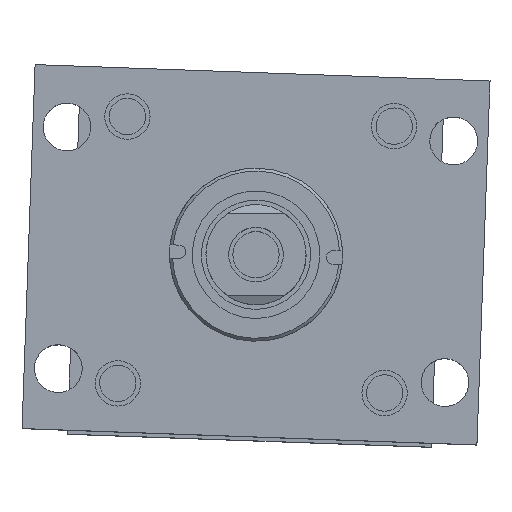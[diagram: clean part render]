
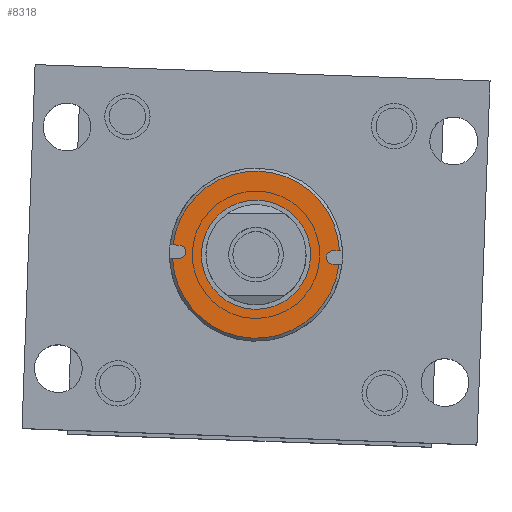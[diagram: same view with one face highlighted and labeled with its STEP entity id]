
A CAD part, top view. The second image highlights one B-rep face of the part: STEP entity #8318.
In plain terms, the highlighted face is planar.
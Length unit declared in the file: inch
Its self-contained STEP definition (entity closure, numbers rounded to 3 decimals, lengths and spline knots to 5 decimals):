
#7 = EDGE_CURVE ( 'NONE', #8871, #7339, #7021, .T. ) ;
#82 = ORIENTED_EDGE ( 'NONE', *, *, #2310, .F. ) ;
#259 = ORIENTED_EDGE ( 'NONE', *, *, #1737, .F. ) ;
#337 = EDGE_CURVE ( 'NONE', #3344, #9766, #5822, .T. ) ;
#405 = CARTESIAN_POINT ( 'NONE',  ( 9.17484, 15.23865, 0.094 ) ) ;
#519 = FACE_BOUND ( 'NONE', #7527, .T. ) ;
#580 = CARTESIAN_POINT ( 'NONE',  ( 9.17484, 15.3203, 0.094 ) ) ;
#776 = EDGE_CURVE ( 'NONE', #2976, #1220, #1643, .T. ) ;
#874 = AXIS2_PLACEMENT_3D ( 'NONE', #3674, #4220, #1422 ) ;
#898 = DIRECTION ( 'NONE',  ( 0., 0., -1. ) ) ;
#1061 = CARTESIAN_POINT ( 'NONE',  ( 9.17484, 17.5298, 0.094 ) ) ;
#1220 = VERTEX_POINT ( 'NONE', #580 ) ;
#1275 = DIRECTION ( 'NONE',  ( 0., 0., 1. ) ) ;
#1422 = DIRECTION ( 'NONE',  ( 0., 0., 1. ) ) ;
#1517 = CARTESIAN_POINT ( 'NONE',  ( 9.17484, 17.5298, -0.094 ) ) ;
#1553 = CIRCLE ( 'NONE', #5792, 0.75 ) ;
#1627 = CARTESIAN_POINT ( 'NONE',  ( 9.17484, 15.3203, 0. ) ) ;
#1643 = CIRCLE ( 'NONE', #6796, 0.094 ) ;
#1670 = ORIENTED_EDGE ( 'NONE', *, *, #7014, .T. ) ;
#1729 = LINE ( 'NONE', #7836, #6139 ) ;
#1737 = EDGE_CURVE ( 'NONE', #8493, #5084, #1553, .T. ) ;
#1826 = DIRECTION ( 'NONE',  ( 0., 0., 1. ) ) ;
#1923 = DIRECTION ( 'NONE',  ( -1., 0., 0. ) ) ;
#1949 = CARTESIAN_POINT ( 'NONE',  ( 9.17484, 15.3203, -0.094 ) ) ;
#2065 = FACE_OUTER_BOUND ( 'NONE', #5409, .T. ) ;
#2310 = EDGE_CURVE ( 'NONE', #5084, #8493, #2629, .T. ) ;
#2574 = PLANE ( 'NONE',  #3267 ) ;
#2629 = CIRCLE ( 'NONE', #874, 0.75 ) ;
#2733 = DIRECTION ( 'NONE',  ( 0., 0., -1. ) ) ;
#2810 = CARTESIAN_POINT ( 'NONE',  ( 9.17484, 17.5298, -0.094 ) ) ;
#2964 = CARTESIAN_POINT ( 'NONE',  ( 9.17484, 16.3823, -1.1475 ) ) ;
#2976 = VERTEX_POINT ( 'NONE', #1949 ) ;
#3253 = DIRECTION ( 'NONE',  ( 1., 0., 0. ) ) ;
#3260 = DIRECTION ( 'NONE',  ( 1., 0., 0. ) ) ;
#3267 = AXIS2_PLACEMENT_3D ( 'NONE', #5836, #3260, #3287 ) ;
#3287 = DIRECTION ( 'NONE',  ( 0., 1., 0. ) ) ;
#3344 = VERTEX_POINT ( 'NONE', #7542 ) ;
#3378 = CARTESIAN_POINT ( 'NONE',  ( 9.17484, 15.23865, -0.094 ) ) ;
#3472 = ORIENTED_EDGE ( 'NONE', *, *, #4110, .T. ) ;
#3552 = ORIENTED_EDGE ( 'NONE', *, *, #776, .T. ) ;
#3674 = CARTESIAN_POINT ( 'NONE',  ( 9.17484, 16.3823, 0. ) ) ;
#4062 = ORIENTED_EDGE ( 'NONE', *, *, #7764, .F. ) ;
#4074 = DIRECTION ( 'NONE',  ( 0., -1., 0. ) ) ;
#4110 = EDGE_CURVE ( 'NONE', #8036, #8823, #4869, .T. ) ;
#4220 = DIRECTION ( 'NONE',  ( -1., 0., 0. ) ) ;
#4242 = DIRECTION ( 'NONE',  ( -1., 0., 0. ) ) ;
#4353 = DIRECTION ( 'NONE',  ( -1., 0., 0. ) ) ;
#4700 = EDGE_CURVE ( 'NONE', #8823, #2976, #8658, .T. ) ;
#4770 = DIRECTION ( 'NONE',  ( 0., 0., 1. ) ) ;
#4865 = VECTOR ( 'NONE', #5304, 39.37008 ) ;
#4869 = CIRCLE ( 'NONE', #6837, 1.1475 ) ;
#4942 = CIRCLE ( 'NONE', #7547, 0.094 ) ;
#5084 = VERTEX_POINT ( 'NONE', #5700 ) ;
#5095 = CARTESIAN_POINT ( 'NONE',  ( 9.17484, 16.3823, -0.75 ) ) ;
#5158 = ORIENTED_EDGE ( 'NONE', *, *, #6911, .T. ) ;
#5171 = LINE ( 'NONE', #1061, #7797 ) ;
#5304 = DIRECTION ( 'NONE',  ( 0., -1., 0. ) ) ;
#5305 = EDGE_CURVE ( 'NONE', #3344, #8036, #7230, .T. ) ;
#5409 = EDGE_LOOP ( 'NONE', ( #9414, #3472, #8236, #3552, #4062, #6321, #5158, #1670, #7988 ) ) ;
#5569 = VECTOR ( 'NONE', #7289, 39.37008 ) ;
#5700 = CARTESIAN_POINT ( 'NONE',  ( 9.17484, 16.3823, 0.75 ) ) ;
#5792 = AXIS2_PLACEMENT_3D ( 'NONE', #8048, #4242, #9738 ) ;
#5822 = LINE ( 'NONE', #1517, #4865 ) ;
#5836 = CARTESIAN_POINT ( 'NONE',  ( 9.17484, 17.5298, 0. ) ) ;
#5876 = CARTESIAN_POINT ( 'NONE',  ( 9.17484, 16.3823, 0. ) ) ;
#6136 = CARTESIAN_POINT ( 'NONE',  ( 9.17484, 17.52594, 0.094 ) ) ;
#6139 = VECTOR ( 'NONE', #4074, 39.37008 ) ;
#6154 = AXIS2_PLACEMENT_3D ( 'NONE', #6275, #9300, #4770 ) ;
#6226 = CARTESIAN_POINT ( 'NONE',  ( 9.17484, 17.4443, 0.094 ) ) ;
#6275 = CARTESIAN_POINT ( 'NONE',  ( 9.17484, 16.3823, 0. ) ) ;
#6321 = ORIENTED_EDGE ( 'NONE', *, *, #7, .T. ) ;
#6387 = CARTESIAN_POINT ( 'NONE',  ( 9.17484, 16.3823, 0. ) ) ;
#6544 = DIRECTION ( 'NONE',  ( 1., 0., 0. ) ) ;
#6585 = CARTESIAN_POINT ( 'NONE',  ( 9.17484, 17.4443, 0. ) ) ;
#6796 = AXIS2_PLACEMENT_3D ( 'NONE', #1627, #3253, #898 ) ;
#6837 = AXIS2_PLACEMENT_3D ( 'NONE', #6387, #1923, #1826 ) ;
#6911 = EDGE_CURVE ( 'NONE', #7339, #9354, #1729, .T. ) ;
#7014 = EDGE_CURVE ( 'NONE', #9354, #9766, #4942, .T. ) ;
#7021 = CIRCLE ( 'NONE', #6154, 1.1475 ) ;
#7142 = DIRECTION ( 'NONE',  ( 0., 1., 0. ) ) ;
#7230 = CIRCLE ( 'NONE', #7971, 1.1475 ) ;
#7289 = DIRECTION ( 'NONE',  ( 0., 1., 0. ) ) ;
#7339 = VERTEX_POINT ( 'NONE', #6136 ) ;
#7527 = EDGE_LOOP ( 'NONE', ( #82, #259 ) ) ;
#7542 = CARTESIAN_POINT ( 'NONE',  ( 9.17484, 17.52594, -0.094 ) ) ;
#7547 = AXIS2_PLACEMENT_3D ( 'NONE', #6585, #6544, #2733 ) ;
#7764 = EDGE_CURVE ( 'NONE', #8871, #1220, #5171, .T. ) ;
#7797 = VECTOR ( 'NONE', #7142, 39.37008 ) ;
#7836 = CARTESIAN_POINT ( 'NONE',  ( 9.17484, 17.5298, 0.094 ) ) ;
#7971 = AXIS2_PLACEMENT_3D ( 'NONE', #5876, #4353, #1275 ) ;
#7988 = ORIENTED_EDGE ( 'NONE', *, *, #337, .F. ) ;
#8036 = VERTEX_POINT ( 'NONE', #2964 ) ;
#8048 = CARTESIAN_POINT ( 'NONE',  ( 9.17484, 16.3823, 0. ) ) ;
#8236 = ORIENTED_EDGE ( 'NONE', *, *, #4700, .T. ) ;
#8318 = ADVANCED_FACE ( 'NONE', ( #2065, #519 ), #2574, .F. ) ;
#8493 = VERTEX_POINT ( 'NONE', #5095 ) ;
#8658 = LINE ( 'NONE', #2810, #5569 ) ;
#8823 = VERTEX_POINT ( 'NONE', #3378 ) ;
#8871 = VERTEX_POINT ( 'NONE', #405 ) ;
#9300 = DIRECTION ( 'NONE',  ( -1., 0., 0. ) ) ;
#9354 = VERTEX_POINT ( 'NONE', #6226 ) ;
#9414 = ORIENTED_EDGE ( 'NONE', *, *, #5305, .T. ) ;
#9645 = CARTESIAN_POINT ( 'NONE',  ( 9.17484, 17.4443, -0.094 ) ) ;
#9738 = DIRECTION ( 'NONE',  ( 0., 0., 1. ) ) ;
#9766 = VERTEX_POINT ( 'NONE', #9645 ) ;
